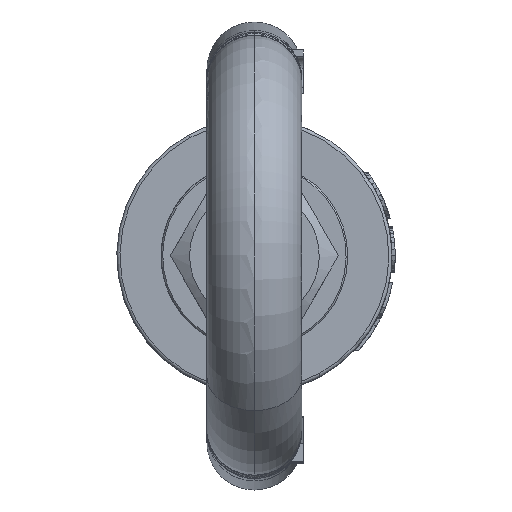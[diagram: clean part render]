
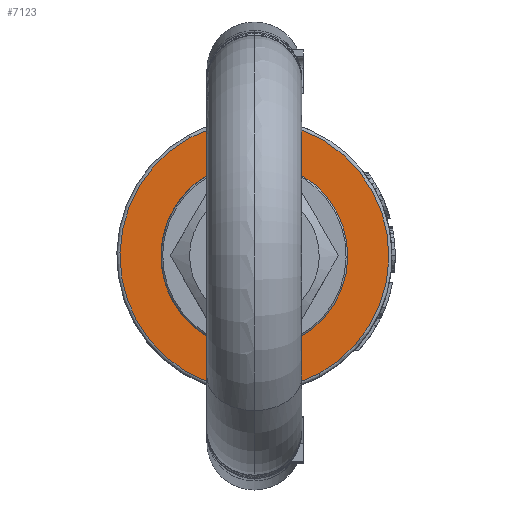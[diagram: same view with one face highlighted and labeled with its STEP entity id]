
A CAD part, top view. The second image highlights one B-rep face of the part: STEP entity #7123.
In plain terms, the highlighted planar face has unit normal (0, 0, 1).
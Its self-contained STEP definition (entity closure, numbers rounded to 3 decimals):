
#3359=CARTESIAN_POINT('Axis2P3D Location',(0.,0.,-68.5)) ;
#3363=CARTESIAN_POINT('Vertex',(20.376,-37.297,-68.5)) ;
#3365=CARTESIAN_POINT('Vertex',(-20.376,37.297,-68.5)) ;
#7091=CARTESIAN_POINT('Axis2P3D Location',(0.,-29.5,-68.5)) ;
#7096=CARTESIAN_POINT('Axis2P3D Location',(0.,0.,-68.5)) ;
#7105=CARTESIAN_POINT('Axis2P3D Location',(0.,0.,-68.5)) ;
#7109=CARTESIAN_POINT('Vertex',(14.143,-25.889,-68.5)) ;
#7111=CARTESIAN_POINT('Vertex',(-14.143,25.889,-68.5)) ;
#7114=CARTESIAN_POINT('Axis2P3D Location',(0.,0.,-68.5)) ;
#3360=DIRECTION('Axis2P3D Direction',(0.,0.,1.)) ;
#7092=DIRECTION('Axis2P3D Direction',(0.,0.,1.)) ;
#7093=DIRECTION('Axis2P3D XDirection',(1.,0.,0.)) ;
#7097=DIRECTION('Axis2P3D Direction',(0.,0.,1.)) ;
#7106=DIRECTION('Axis2P3D Direction',(0.,0.,1.)) ;
#7115=DIRECTION('Axis2P3D Direction',(0.,0.,1.)) ;
#3361=AXIS2_PLACEMENT_3D('Circle Axis2P3D',#3359,#3360,$) ;
#7094=AXIS2_PLACEMENT_3D('Plane Axis2P3D',#7091,#7092,#7093) ;
#7098=AXIS2_PLACEMENT_3D('Circle Axis2P3D',#7096,#7097,$) ;
#7107=AXIS2_PLACEMENT_3D('Circle Axis2P3D',#7105,#7106,$) ;
#7116=AXIS2_PLACEMENT_3D('Circle Axis2P3D',#7114,#7115,$) ;
#7102=ORIENTED_EDGE('',*,*,#7100,.T.) ;
#7103=ORIENTED_EDGE('',*,*,#3367,.T.) ;
#7120=ORIENTED_EDGE('',*,*,#7113,.F.) ;
#7121=ORIENTED_EDGE('',*,*,#7118,.F.) ;
#7122=FACE_BOUND('',#7119,.T.) ;
#7123=ADVANCED_FACE('\X2\672C9AD4\X0\.2',(#7104,#7122),#7095,.T.) ;
#3362=CIRCLE('generated circle',#3361,42.5) ;
#7099=CIRCLE('generated circle',#7098,42.5) ;
#7108=CIRCLE('generated circle',#7107,29.5) ;
#7117=CIRCLE('generated circle',#7116,29.5) ;
#3367=EDGE_CURVE('',#3364,#3366,#3362,.T.) ;
#7100=EDGE_CURVE('',#3366,#3364,#7099,.T.) ;
#7113=EDGE_CURVE('',#7110,#7112,#7108,.T.) ;
#7118=EDGE_CURVE('',#7112,#7110,#7117,.T.) ;
#7101=EDGE_LOOP('',(#7102,#7103)) ;
#7119=EDGE_LOOP('',(#7120,#7121)) ;
#7104=FACE_OUTER_BOUND('',#7101,.T.) ;
#7095=PLANE('',#7094) ;
#3364=VERTEX_POINT('',#3363) ;
#3366=VERTEX_POINT('',#3365) ;
#7110=VERTEX_POINT('',#7109) ;
#7112=VERTEX_POINT('',#7111) ;
